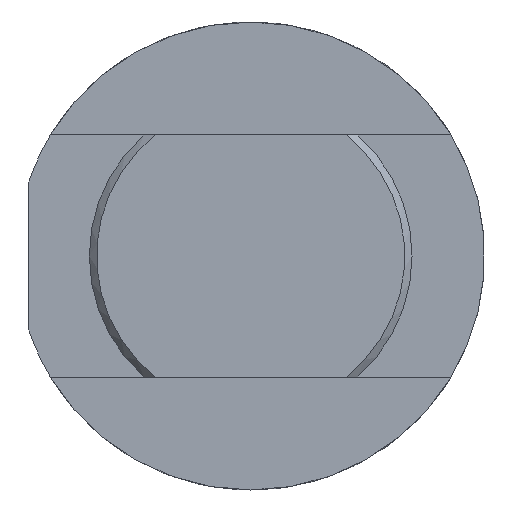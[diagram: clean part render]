
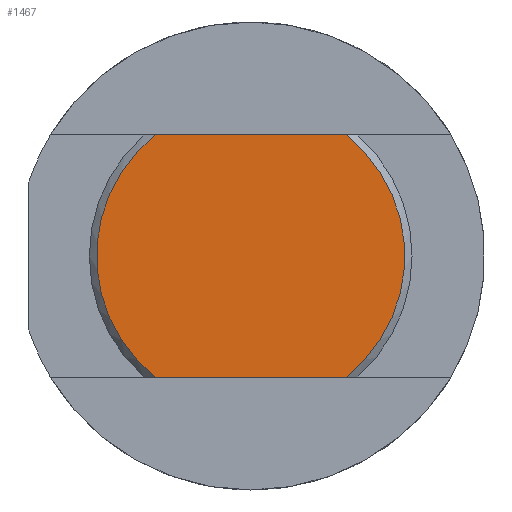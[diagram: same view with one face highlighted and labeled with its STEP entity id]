
A CAD part, front view. The second image highlights one B-rep face of the part: STEP entity #1467.
In plain terms, the highlighted planar face has unit normal (0, -1, 0).
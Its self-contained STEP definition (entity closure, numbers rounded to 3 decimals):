
#192=LINE('',#2522,#286);
#193=LINE('',#2526,#287);
#286=VECTOR('',#2029,1000.);
#287=VECTOR('',#2032,1000.);
#592=ORIENTED_EDGE('',*,*,#845,.F.);
#593=ORIENTED_EDGE('',*,*,#846,.T.);
#594=ORIENTED_EDGE('',*,*,#847,.F.);
#595=ORIENTED_EDGE('',*,*,#848,.T.);
#845=EDGE_CURVE('',#995,#996,#1079,.T.);
#846=EDGE_CURVE('',#995,#997,#192,.T.);
#847=EDGE_CURVE('',#998,#997,#1080,.T.);
#848=EDGE_CURVE('',#998,#996,#193,.T.);
#995=VERTEX_POINT('',#2520);
#996=VERTEX_POINT('',#2521);
#997=VERTEX_POINT('',#2523);
#998=VERTEX_POINT('',#2525);
#1079=CIRCLE('',#1663,19.1);
#1080=CIRCLE('',#1664,19.1);
#1186=EDGE_LOOP('',(#592,#593,#594,#595));
#1312=FACE_BOUND('',#1186,.T.);
#1388=PLANE('',#1662);
#1467=ADVANCED_FACE('',(#1312),#1388,.T.);
#1662=AXIS2_PLACEMENT_3D('',#2518,#2025,#2026);
#1663=AXIS2_PLACEMENT_3D('',#2519,#2027,#2028);
#1664=AXIS2_PLACEMENT_3D('',#2524,#2030,#2031);
#2025=DIRECTION('',(0.,-1.,0.));
#2026=DIRECTION('',(0.,0.,-1.));
#2027=DIRECTION('',(0.,1.,0.));
#2028=DIRECTION('',(-1.,0.,0.));
#2029=DIRECTION('',(1.,0.,0.));
#2030=DIRECTION('',(0.,1.,0.));
#2031=DIRECTION('',(1.,0.,0.));
#2032=DIRECTION('',(-1.,0.,0.));
#2518=CARTESIAN_POINT('',(-10.,-40.,0.));
#2519=CARTESIAN_POINT('',(0.,-40.,0.));
#2520=CARTESIAN_POINT('',(-11.824,-40.,-15.));
#2521=CARTESIAN_POINT('',(-11.824,-40.,15.));
#2522=CARTESIAN_POINT('',(-11.824,-40.,-15.));
#2523=CARTESIAN_POINT('',(11.824,-40.,-15.));
#2524=CARTESIAN_POINT('',(0.,-40.,0.));
#2525=CARTESIAN_POINT('',(11.824,-40.,15.));
#2526=CARTESIAN_POINT('',(11.824,-40.,15.));
